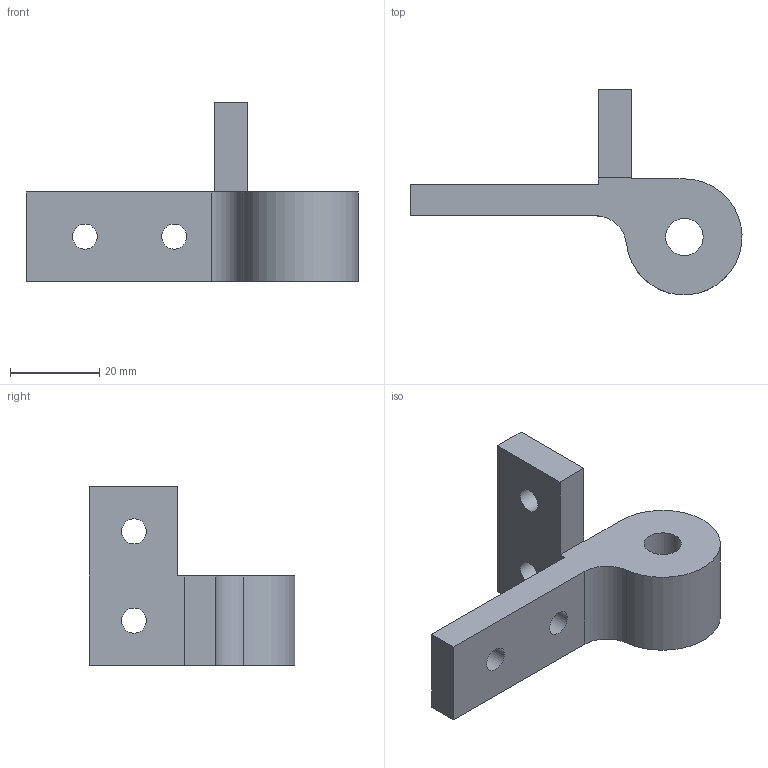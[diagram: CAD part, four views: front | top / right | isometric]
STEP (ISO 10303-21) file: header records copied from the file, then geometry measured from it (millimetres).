
FILE_DESCRIPTION(('HOOPS Exchange Step'),'2;1');
FILE_NAME('temp_export','2025-01-15T14:30:57+02:00',('mobile'),('Shapr3D Limited'),'HOOPS Exchange 2024.6','Shapr3D','Authorized');
FILE_SCHEMA( ('AP242_MANAGED_MODEL_BASED_3D_ENGINEERING_MIM_LF {1 0 10303 442 1 1 4 }') );
Length unit declared in the file: millimetre
Products named in the file (1): Hinge Upper Right
Bounding box: 74.39 x 46.03 x 40 mm (x, y, z)
Volume: 21658.9 mm3; surface area: 8603.5 mm2
Topology: 1 solids, 1 shells, 29 faces, 79 edges, 55 vertices
Faces by surface type: plane 20, cylinder 9
Full cylindrical faces by diameter (mm): 5.6 x4, 8.4 x1, 11 x2
Entity records: 990 total; most frequent: DIRECTION 166, CARTESIAN_POINT 165, ORIENTED_EDGE 158, EDGE_CURVE 79, AXIS2_PLACEMENT_3D 56, VERTEX_POINT 55, VECTOR 54, LINE 54
